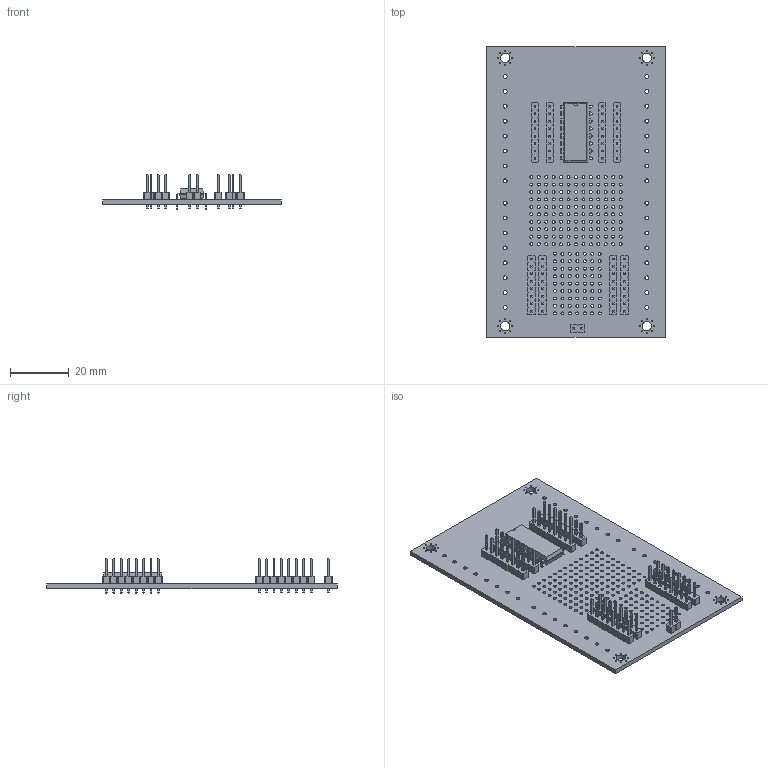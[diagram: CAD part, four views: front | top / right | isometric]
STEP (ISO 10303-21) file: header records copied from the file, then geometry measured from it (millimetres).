
FILE_DESCRIPTION(('KiCad electronic assembly'),'2;1');
FILE_NAME('ProbeMaster.step','2021-07-16T18:44:27',('An Author'),( 'A Company'),'Open CASCADE STEP processor 6.9', 'KiCad to STEP converter','Unknown');
FILE_SCHEMA(('AUTOMOTIVE_DESIGN { 1 0 10303 214 1 1 1 1 }'));
Length unit declared in the file: millimetre
Products named in the file (8): Open CASCADE STEP translator 6.9 1; PinHeader_1x08_P2.54mm_Vertical; SOLID; DIP-16_W10.16mm; PinHeader_1x02_P2.54mm_Vertical; COMPOUND
Assembly tree (14 placements, depth 3):
  Open CASCADE STEP translator 6.9 1
    PinHeader_1x08_P2.54mm_Vertical  x8
      SOLID
    DIP-16_W10.16mm
      SOLID
    PinHeader_1x02_P2.54mm_Vertical
      SOLID
    COMPOUND
Bounding box: 60.96 x 99.06 x 11.84 mm (x, y, z)
Volume: 11034.5 mm3; surface area: 17762.6 mm2
Topology: 11 solids, 11 shells, 2269 faces, 5711 edges, 3596 vertices
Faces by surface type: plane 1849, cylinder 376, bspline 44
Full cylindrical faces by diameter (mm): 0.5 x32, 0.8 x16, 1 x259, 1.3 x32, 3.2 x4
Entity records: 67365 total; most frequent: CARTESIAN_POINT 14729, DIRECTION 8893, LINE 5613, VECTOR 5613, ORIENTED_EDGE 4842, PCURVE 4842, DEFINITIONAL_REPRESENTATION 4842, EDGE_CURVE 2421
